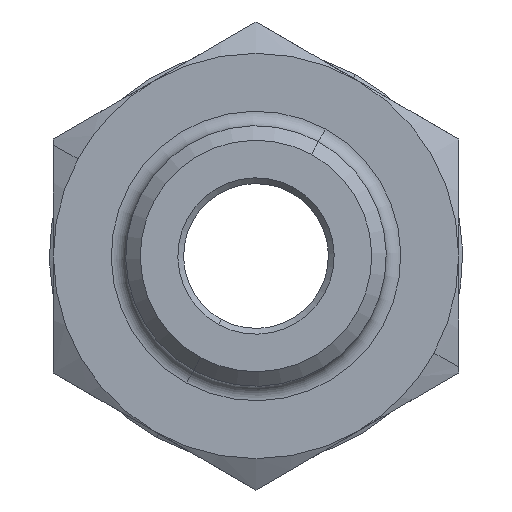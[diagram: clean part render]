
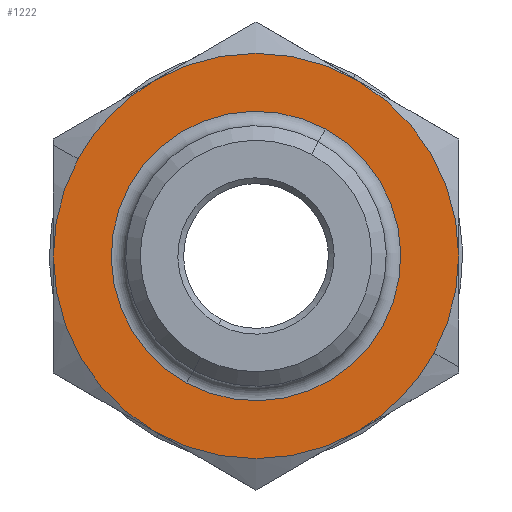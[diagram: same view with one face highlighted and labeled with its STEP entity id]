
A CAD part, front view. The second image highlights one B-rep face of the part: STEP entity #1222.
In plain terms, the highlighted planar face has unit normal (0, -1, 0).
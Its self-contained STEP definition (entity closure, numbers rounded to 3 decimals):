
#462=CARTESIAN_POINT('Vertex',(-7.,0.,0.)) ;
#545=CARTESIAN_POINT('Vertex',(-3.5,0.,6.062)) ;
#635=CARTESIAN_POINT('Vertex',(7.,0.,0.)) ;
#709=CARTESIAN_POINT('Vertex',(3.5,0.,6.062)) ;
#780=CARTESIAN_POINT('Vertex',(3.5,0.,-6.062)) ;
#842=CARTESIAN_POINT('Vertex',(-3.5,0.,-6.062)) ;
#916=CARTESIAN_POINT('Axis2P3D Location',(0.,0.,0.)) ;
#938=CARTESIAN_POINT('Axis2P3D Location',(0.,0.,0.)) ;
#983=CARTESIAN_POINT('Vertex',(-6.143,0.,3.356)) ;
#986=CARTESIAN_POINT('Axis2P3D Location',(0.,0.,0.)) ;
#998=CARTESIAN_POINT('Axis2P3D Location',(0.,0.,0.)) ;
#1020=CARTESIAN_POINT('Axis2P3D Location',(0.,0.,0.)) ;
#1042=CARTESIAN_POINT('Axis2P3D Location',(0.,0.,0.)) ;
#1053=CARTESIAN_POINT('Axis2P3D Location',(0.,0.,0.)) ;
#1057=CARTESIAN_POINT('Vertex',(6.143,0.,-3.356)) ;
#1071=CARTESIAN_POINT('Axis2P3D Location',(0.,0.,0.)) ;
#1189=CARTESIAN_POINT('Axis2P3D Location',(0.,0.,8.083)) ;
#1204=CARTESIAN_POINT('Axis2P3D Location',(0.,0.,0.)) ;
#1208=CARTESIAN_POINT('Vertex',(2.397,0.,4.388)) ;
#1210=CARTESIAN_POINT('Vertex',(-2.397,0.,-4.388)) ;
#1213=CARTESIAN_POINT('Axis2P3D Location',(0.,0.,0.)) ;
#917=DIRECTION('Axis2P3D Direction',(0.,1.,0.)) ;
#939=DIRECTION('Axis2P3D Direction',(0.,1.,0.)) ;
#987=DIRECTION('Axis2P3D Direction',(0.,1.,0.)) ;
#999=DIRECTION('Axis2P3D Direction',(0.,1.,0.)) ;
#1021=DIRECTION('Axis2P3D Direction',(0.,1.,0.)) ;
#1043=DIRECTION('Axis2P3D Direction',(0.,1.,0.)) ;
#1054=DIRECTION('Axis2P3D Direction',(0.,1.,0.)) ;
#1072=DIRECTION('Axis2P3D Direction',(0.,1.,0.)) ;
#1190=DIRECTION('Axis2P3D Direction',(-0.,1.,0.)) ;
#1191=DIRECTION('Axis2P3D XDirection',(1.,0.,0.)) ;
#1205=DIRECTION('Axis2P3D Direction',(-0.,1.,0.)) ;
#1214=DIRECTION('Axis2P3D Direction',(-0.,1.,0.)) ;
#918=AXIS2_PLACEMENT_3D('Circle Axis2P3D',#916,#917,$) ;
#940=AXIS2_PLACEMENT_3D('Circle Axis2P3D',#938,#939,$) ;
#988=AXIS2_PLACEMENT_3D('Circle Axis2P3D',#986,#987,$) ;
#1000=AXIS2_PLACEMENT_3D('Circle Axis2P3D',#998,#999,$) ;
#1022=AXIS2_PLACEMENT_3D('Circle Axis2P3D',#1020,#1021,$) ;
#1044=AXIS2_PLACEMENT_3D('Circle Axis2P3D',#1042,#1043,$) ;
#1055=AXIS2_PLACEMENT_3D('Circle Axis2P3D',#1053,#1054,$) ;
#1073=AXIS2_PLACEMENT_3D('Circle Axis2P3D',#1071,#1072,$) ;
#1192=AXIS2_PLACEMENT_3D('Plane Axis2P3D',#1189,#1190,#1191) ;
#1206=AXIS2_PLACEMENT_3D('Circle Axis2P3D',#1204,#1205,$) ;
#1215=AXIS2_PLACEMENT_3D('Circle Axis2P3D',#1213,#1214,$) ;
#1195=ORIENTED_EDGE('',*,*,#920,.F.) ;
#1196=ORIENTED_EDGE('',*,*,#942,.F.) ;
#1197=ORIENTED_EDGE('',*,*,#990,.F.) ;
#1198=ORIENTED_EDGE('',*,*,#1002,.F.) ;
#1199=ORIENTED_EDGE('',*,*,#1024,.F.) ;
#1200=ORIENTED_EDGE('',*,*,#1046,.F.) ;
#1201=ORIENTED_EDGE('',*,*,#1075,.F.) ;
#1202=ORIENTED_EDGE('',*,*,#1059,.F.) ;
#1219=ORIENTED_EDGE('',*,*,#1212,.F.) ;
#1220=ORIENTED_EDGE('',*,*,#1217,.F.) ;
#1221=FACE_BOUND('',#1218,.T.) ;
#1222=ADVANCED_FACE('Embout Dash 06',(#1203,#1221),#1193,.F.) ;
#919=CIRCLE('generated circle',#918,7.) ;
#941=CIRCLE('generated circle',#940,7.) ;
#989=CIRCLE('generated circle',#988,7.) ;
#1001=CIRCLE('generated circle',#1000,7.) ;
#1023=CIRCLE('generated circle',#1022,7.) ;
#1045=CIRCLE('generated circle',#1044,7.) ;
#1056=CIRCLE('generated circle',#1055,7.) ;
#1074=CIRCLE('generated circle',#1073,7.) ;
#1207=CIRCLE('generated circle',#1206,5.) ;
#1216=CIRCLE('generated circle',#1215,5.) ;
#920=EDGE_CURVE('',#710,#636,#919,.T.) ;
#942=EDGE_CURVE('',#546,#710,#941,.T.) ;
#990=EDGE_CURVE('',#984,#546,#989,.T.) ;
#1002=EDGE_CURVE('',#463,#984,#1001,.T.) ;
#1024=EDGE_CURVE('',#843,#463,#1023,.T.) ;
#1046=EDGE_CURVE('',#781,#843,#1045,.T.) ;
#1059=EDGE_CURVE('',#636,#1058,#1056,.T.) ;
#1075=EDGE_CURVE('',#1058,#781,#1074,.T.) ;
#1212=EDGE_CURVE('',#1209,#1211,#1207,.F.) ;
#1217=EDGE_CURVE('',#1211,#1209,#1216,.F.) ;
#1194=EDGE_LOOP('',(#1195,#1196,#1197,#1198,#1199,#1200,#1201,#1202)) ;
#1218=EDGE_LOOP('',(#1219,#1220)) ;
#1203=FACE_OUTER_BOUND('',#1194,.T.) ;
#1193=PLANE('Plane',#1192) ;
#463=VERTEX_POINT('',#462) ;
#546=VERTEX_POINT('',#545) ;
#636=VERTEX_POINT('',#635) ;
#710=VERTEX_POINT('',#709) ;
#781=VERTEX_POINT('',#780) ;
#843=VERTEX_POINT('',#842) ;
#984=VERTEX_POINT('',#983) ;
#1058=VERTEX_POINT('',#1057) ;
#1209=VERTEX_POINT('',#1208) ;
#1211=VERTEX_POINT('',#1210) ;
